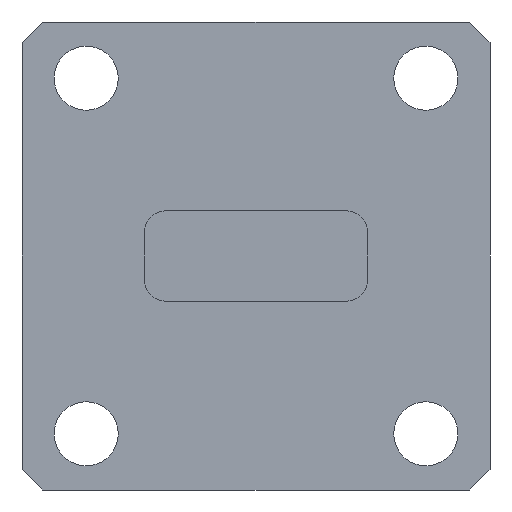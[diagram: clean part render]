
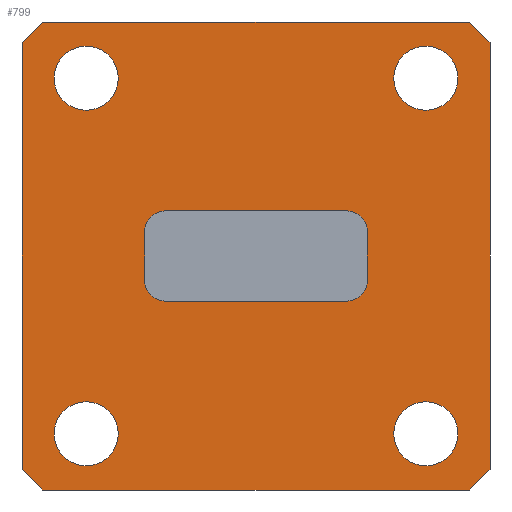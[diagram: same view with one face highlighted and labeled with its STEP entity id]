
A CAD part, front view. The second image highlights one B-rep face of the part: STEP entity #799.
In plain terms, the highlighted planar face has unit normal (0, -1, 0).
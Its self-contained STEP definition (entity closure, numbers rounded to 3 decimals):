
#173 = VERTEX_POINT('',#174);
#174 = CARTESIAN_POINT('',(-10.2,-3.,-11.2));
#180 = EDGE_CURVE('',#173,#181,#183,.T.);
#181 = VERTEX_POINT('',#182);
#182 = CARTESIAN_POINT('',(10.2,-3.,-11.2));
#183 = LINE('',#184,#185);
#184 = CARTESIAN_POINT('',(-11.2,-3.,-11.2));
#185 = VECTOR('',#186,1.);
#186 = DIRECTION('',(1.,0.,0.));
#204 = EDGE_CURVE('',#173,#205,#207,.T.);
#205 = VERTEX_POINT('',#206);
#206 = CARTESIAN_POINT('',(-11.2,-3.,-10.2));
#207 = LINE('',#208,#209);
#208 = CARTESIAN_POINT('',(-10.7,-3.,-10.7));
#209 = VECTOR('',#210,1.);
#210 = DIRECTION('',(-0.707,0.,0.707));
#228 = VERTEX_POINT('',#229);
#229 = CARTESIAN_POINT('',(11.2,-3.,-10.2));
#235 = EDGE_CURVE('',#228,#181,#236,.T.);
#236 = LINE('',#237,#238);
#237 = CARTESIAN_POINT('',(10.7,-3.,-10.7));
#238 = VECTOR('',#239,1.);
#239 = DIRECTION('',(-0.707,0.,-0.707));
#252 = VERTEX_POINT('',#253);
#253 = CARTESIAN_POINT('',(-11.2,-3.,10.2));
#259 = EDGE_CURVE('',#252,#205,#260,.T.);
#260 = LINE('',#261,#262);
#261 = CARTESIAN_POINT('',(-11.2,-3.,11.2));
#262 = VECTOR('',#263,1.);
#263 = DIRECTION('',(0.,0.,-1.));
#276 = EDGE_CURVE('',#228,#277,#279,.T.);
#277 = VERTEX_POINT('',#278);
#278 = CARTESIAN_POINT('',(11.2,-3.,10.2));
#279 = LINE('',#280,#281);
#280 = CARTESIAN_POINT('',(11.2,-3.,-11.2));
#281 = VECTOR('',#282,1.);
#282 = DIRECTION('',(0.,0.,1.));
#300 = VERTEX_POINT('',#301);
#301 = CARTESIAN_POINT('',(-10.2,-3.,11.2));
#307 = EDGE_CURVE('',#300,#252,#308,.T.);
#308 = LINE('',#309,#310);
#309 = CARTESIAN_POINT('',(-10.7,-3.,10.7));
#310 = VECTOR('',#311,1.);
#311 = DIRECTION('',(-0.707,0.,-0.707));
#324 = EDGE_CURVE('',#277,#325,#327,.T.);
#325 = VERTEX_POINT('',#326);
#326 = CARTESIAN_POINT('',(10.2,-3.,11.2));
#327 = LINE('',#328,#329);
#328 = CARTESIAN_POINT('',(10.7,-3.,10.7));
#329 = VECTOR('',#330,1.);
#330 = DIRECTION('',(-0.707,0.,0.707));
#348 = EDGE_CURVE('',#325,#300,#349,.T.);
#349 = LINE('',#350,#351);
#350 = CARTESIAN_POINT('',(11.2,-3.,11.2));
#351 = VECTOR('',#352,1.);
#352 = DIRECTION('',(-1.,0.,0.));
#364 = VERTEX_POINT('',#365);
#365 = CARTESIAN_POINT('',(-6.595,-3.,-8.51));
#371 = EDGE_CURVE('',#364,#364,#372,.T.);
#372 = CIRCLE('',#373,1.535);
#373 = AXIS2_PLACEMENT_3D('',#374,#375,#376);
#374 = CARTESIAN_POINT('',(-8.13,-3.,-8.51));
#375 = DIRECTION('',(0.,-1.,0.));
#376 = DIRECTION('',(1.,0.,0.));
#389 = VERTEX_POINT('',#390);
#390 = CARTESIAN_POINT('',(-6.595,-3.,8.51));
#396 = EDGE_CURVE('',#389,#389,#397,.T.);
#397 = CIRCLE('',#398,1.535);
#398 = AXIS2_PLACEMENT_3D('',#399,#400,#401);
#399 = CARTESIAN_POINT('',(-8.13,-3.,8.51));
#400 = DIRECTION('',(0.,-1.,0.));
#401 = DIRECTION('',(1.,0.,0.));
#414 = VERTEX_POINT('',#415);
#415 = CARTESIAN_POINT('',(9.665,-3.,-8.51));
#421 = EDGE_CURVE('',#414,#414,#422,.T.);
#422 = CIRCLE('',#423,1.535);
#423 = AXIS2_PLACEMENT_3D('',#424,#425,#426);
#424 = CARTESIAN_POINT('',(8.13,-3.,-8.51));
#425 = DIRECTION('',(0.,-1.,0.));
#426 = DIRECTION('',(1.,0.,0.));
#779 = VERTEX_POINT('',#780);
#780 = CARTESIAN_POINT('',(9.665,-3.,8.51));
#786 = EDGE_CURVE('',#779,#779,#787,.T.);
#787 = CIRCLE('',#788,1.535);
#788 = AXIS2_PLACEMENT_3D('',#789,#790,#791);
#789 = CARTESIAN_POINT('',(8.13,-3.,8.51));
#790 = DIRECTION('',(0.,-1.,0.));
#791 = DIRECTION('',(1.,0.,0.));
#799 = ADVANCED_FACE('',(#800,#810,#813,#816,#886,#889),#892,.F.);
#800 = FACE_BOUND('',#801,.F.);
#801 = EDGE_LOOP('',(#802,#803,#804,#805,#806,#807,#808,#809));
#802 = ORIENTED_EDGE('',*,*,#180,.F.);
#803 = ORIENTED_EDGE('',*,*,#204,.T.);
#804 = ORIENTED_EDGE('',*,*,#259,.F.);
#805 = ORIENTED_EDGE('',*,*,#307,.F.);
#806 = ORIENTED_EDGE('',*,*,#348,.F.);
#807 = ORIENTED_EDGE('',*,*,#324,.F.);
#808 = ORIENTED_EDGE('',*,*,#276,.F.);
#809 = ORIENTED_EDGE('',*,*,#235,.T.);
#810 = FACE_BOUND('',#811,.F.);
#811 = EDGE_LOOP('',(#812));
#812 = ORIENTED_EDGE('',*,*,#371,.T.);
#813 = FACE_BOUND('',#814,.F.);
#814 = EDGE_LOOP('',(#815));
#815 = ORIENTED_EDGE('',*,*,#396,.T.);
#816 = FACE_BOUND('',#817,.F.);
#817 = EDGE_LOOP('',(#818,#828,#837,#845,#854,#862,#871,#879));
#818 = ORIENTED_EDGE('',*,*,#819,.F.);
#819 = EDGE_CURVE('',#820,#822,#824,.T.);
#820 = VERTEX_POINT('',#821);
#821 = CARTESIAN_POINT('',(-5.334,-3.,-1.159));
#822 = VERTEX_POINT('',#823);
#823 = CARTESIAN_POINT('',(-5.334,-3.,1.159));
#824 = LINE('',#825,#826);
#825 = CARTESIAN_POINT('',(-5.334,-3.,-1.159));
#826 = VECTOR('',#827,1.);
#827 = DIRECTION('',(0.,0.,1.));
#828 = ORIENTED_EDGE('',*,*,#829,.T.);
#829 = EDGE_CURVE('',#820,#830,#832,.T.);
#830 = VERTEX_POINT('',#831);
#831 = CARTESIAN_POINT('',(-4.334,-3.,-2.159));
#832 = CIRCLE('',#833,1.);
#833 = AXIS2_PLACEMENT_3D('',#834,#835,#836);
#834 = CARTESIAN_POINT('',(-4.334,-3.,-1.159));
#835 = DIRECTION('',(0.,-1.,0.));
#836 = DIRECTION('',(1.,0.,0.));
#837 = ORIENTED_EDGE('',*,*,#838,.F.);
#838 = EDGE_CURVE('',#839,#830,#841,.T.);
#839 = VERTEX_POINT('',#840);
#840 = CARTESIAN_POINT('',(4.334,-3.,-2.159));
#841 = LINE('',#842,#843);
#842 = CARTESIAN_POINT('',(4.334,-3.,-2.159));
#843 = VECTOR('',#844,1.);
#844 = DIRECTION('',(-1.,0.,0.));
#845 = ORIENTED_EDGE('',*,*,#846,.T.);
#846 = EDGE_CURVE('',#839,#847,#849,.T.);
#847 = VERTEX_POINT('',#848);
#848 = CARTESIAN_POINT('',(5.334,-3.,-1.159));
#849 = CIRCLE('',#850,1.);
#850 = AXIS2_PLACEMENT_3D('',#851,#852,#853);
#851 = CARTESIAN_POINT('',(4.334,-3.,-1.159));
#852 = DIRECTION('',(0.,-1.,0.));
#853 = DIRECTION('',(1.,0.,0.));
#854 = ORIENTED_EDGE('',*,*,#855,.F.);
#855 = EDGE_CURVE('',#856,#847,#858,.T.);
#856 = VERTEX_POINT('',#857);
#857 = CARTESIAN_POINT('',(5.334,-3.,1.159));
#858 = LINE('',#859,#860);
#859 = CARTESIAN_POINT('',(5.334,-3.,1.159));
#860 = VECTOR('',#861,1.);
#861 = DIRECTION('',(0.,0.,-1.));
#862 = ORIENTED_EDGE('',*,*,#863,.T.);
#863 = EDGE_CURVE('',#856,#864,#866,.T.);
#864 = VERTEX_POINT('',#865);
#865 = CARTESIAN_POINT('',(4.334,-3.,2.159));
#866 = CIRCLE('',#867,1.);
#867 = AXIS2_PLACEMENT_3D('',#868,#869,#870);
#868 = CARTESIAN_POINT('',(4.334,-3.,1.159));
#869 = DIRECTION('',(0.,-1.,0.));
#870 = DIRECTION('',(1.,0.,0.));
#871 = ORIENTED_EDGE('',*,*,#872,.F.);
#872 = EDGE_CURVE('',#873,#864,#875,.T.);
#873 = VERTEX_POINT('',#874);
#874 = CARTESIAN_POINT('',(-4.334,-3.,2.159));
#875 = LINE('',#876,#877);
#876 = CARTESIAN_POINT('',(-4.334,-3.,2.159));
#877 = VECTOR('',#878,1.);
#878 = DIRECTION('',(1.,0.,0.));
#879 = ORIENTED_EDGE('',*,*,#880,.T.);
#880 = EDGE_CURVE('',#873,#822,#881,.T.);
#881 = CIRCLE('',#882,1.);
#882 = AXIS2_PLACEMENT_3D('',#883,#884,#885);
#883 = CARTESIAN_POINT('',(-4.334,-3.,1.159));
#884 = DIRECTION('',(0.,-1.,0.));
#885 = DIRECTION('',(1.,0.,0.));
#886 = FACE_BOUND('',#887,.F.);
#887 = EDGE_LOOP('',(#888));
#888 = ORIENTED_EDGE('',*,*,#421,.T.);
#889 = FACE_BOUND('',#890,.F.);
#890 = EDGE_LOOP('',(#891));
#891 = ORIENTED_EDGE('',*,*,#786,.T.);
#892 = PLANE('',#893);
#893 = AXIS2_PLACEMENT_3D('',#894,#895,#896);
#894 = CARTESIAN_POINT('',(0.,-3.,0.));
#895 = DIRECTION('',(0.,1.,0.));
#896 = DIRECTION('',(0.,0.,1.));
